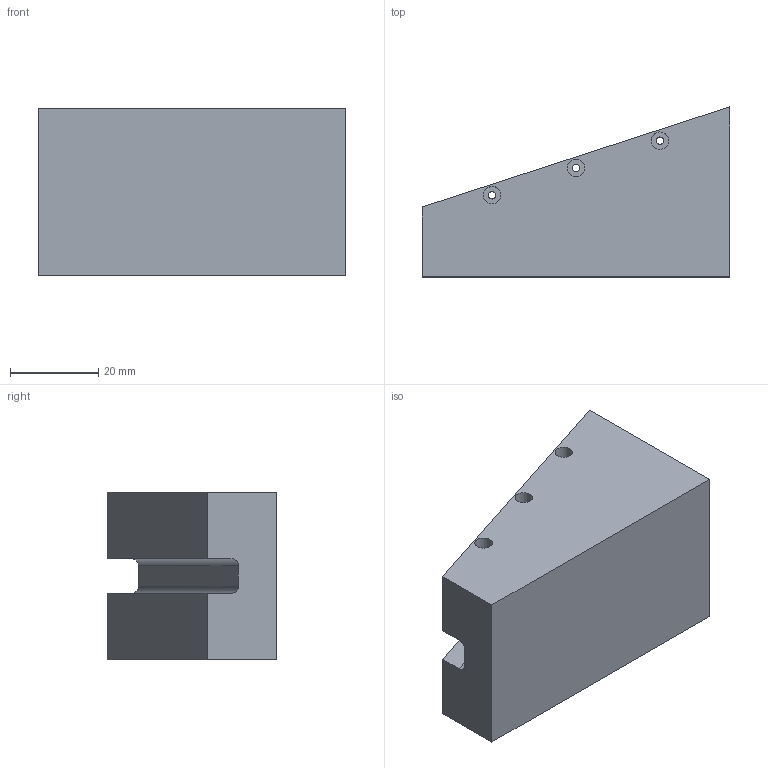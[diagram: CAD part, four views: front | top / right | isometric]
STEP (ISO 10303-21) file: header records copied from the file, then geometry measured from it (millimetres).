
FILE_DESCRIPTION(/* description */ ('Base, Plate, Cooling'),/* implementation_level */ '2;1');
FILE_NAME(/* name */ 'Cooling_Plate-body.stp',/* time_stamp */ '2020-08-09T19:56:09-04:00',/* author */ ('Melanie'),/* organization */ (''),/* preprocessor_version */ 'ST-DEVELOPER v17',/* originating_system */ 'Autodesk Inventor 2019',/* authorisation */ '');
FILE_SCHEMA (('AUTOMOTIVE_DESIGN { 1 0 10303 214 3 1 1 }'));
Length unit declared in the file: inch
Products named in the file (1): JF-MR-FS0006
Bounding box: 69.85 x 38.57 x 38.1 mm (x, y, z)
Volume: 67813 mm3; surface area: 12980 mm2
Topology: 1 solids, 1 shells, 30 faces, 78 edges, 56 vertices
Faces by surface type: plane 16, cylinder 14
Full cylindrical faces by diameter (mm): 1.702 x6, 3.962 x6
Entity records: 1023 total; most frequent: DIRECTION 180, CARTESIAN_POINT 165, ORIENTED_EDGE 156, EDGE_CURVE 78, AXIS2_PLACEMENT_3D 71, VERTEX_POINT 56, EDGE_LOOP 48, LINE 38
